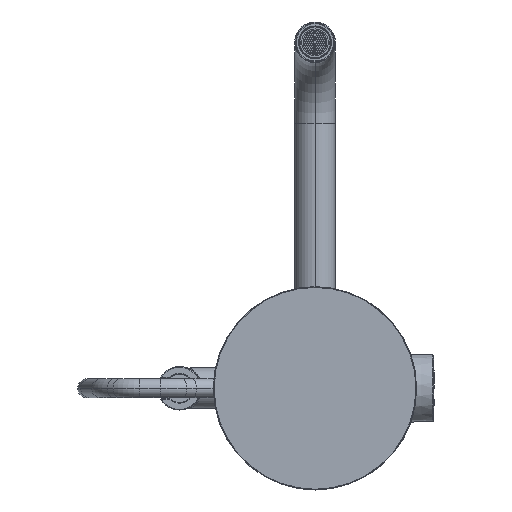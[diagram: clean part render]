
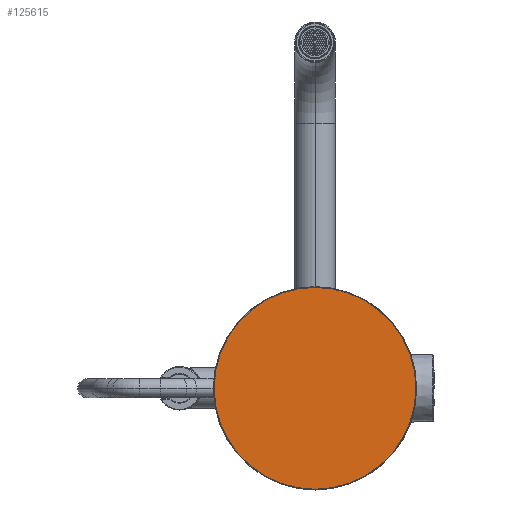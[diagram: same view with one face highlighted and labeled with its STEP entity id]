
A CAD part, front view. The second image highlights one B-rep face of the part: STEP entity #125615.
In plain terms, the highlighted planar face has unit normal (0, -1, 0).
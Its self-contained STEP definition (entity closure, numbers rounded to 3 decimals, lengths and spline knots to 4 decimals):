
#43316=CARTESIAN_POINT('',(0.,-26.9921,0.));
#43317=DIRECTION('',(0.,1.,0.));
#43318=DIRECTION('',(0.,0.,-1.));
#43319=AXIS2_PLACEMENT_3D('',#43316,#43317,#43318);
#43363=CARTESIAN_POINT('',(0.,-26.9921,0.));
#43364=DIRECTION('',(0.,-1.,0.));
#43365=DIRECTION('',(0.,0.,-1.));
#43366=AXIS2_PLACEMENT_3D('',#43363,#43364,#43365);
#46676=CARTESIAN_POINT('',(0.,-26.9921,-2.9291));
#46677=CARTESIAN_POINT('',(0.,-26.9921,2.9291));
#46678=VERTEX_POINT('',#46676);
#46679=VERTEX_POINT('',#46677);
#125606=CARTESIAN_POINT('',(0.,-26.9921,0.));
#125607=DIRECTION('',(0.,1.,0.));
#125608=DIRECTION('',(0.,0.,-1.));
#125609=AXIS2_PLACEMENT_3D('',#125606,#125607,#125608);
#125610=PLANE('',#125609);
#125611=ORIENTED_EDGE('',*,*,#125592,.F.);
#125612=ORIENTED_EDGE('',*,*,#125550,.T.);
#125613=EDGE_LOOP('',(#125611,#125612));
#125614=FACE_OUTER_BOUND('',#125613,.F.);
#43320=CIRCLE('',#43319,2.9291);
#43367=CIRCLE('',#43366,2.9291);
#125550=EDGE_CURVE('',#46678,#46679,#43320,.T.);
#125592=EDGE_CURVE('',#46678,#46679,#43367,.T.);
#125615=ADVANCED_FACE('',(#125614),#125610,.F.);
